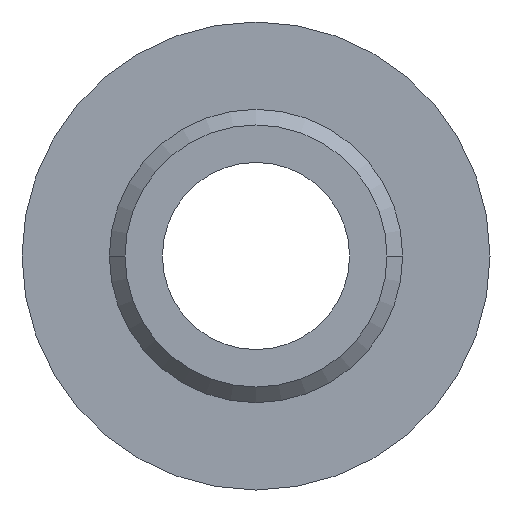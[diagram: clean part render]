
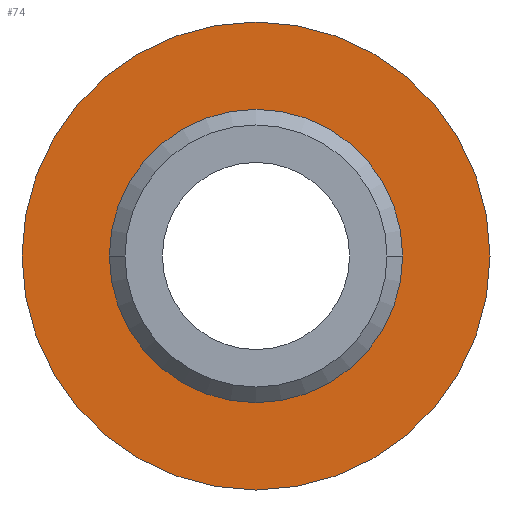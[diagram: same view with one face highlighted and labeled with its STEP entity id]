
A CAD part, front view. The second image highlights one B-rep face of the part: STEP entity #74.
In plain terms, the highlighted planar face has unit normal (0, -1, 0).
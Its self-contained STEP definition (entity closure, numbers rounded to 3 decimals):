
#74=ADVANCED_FACE('',(#191,#192),#193,.T.);
#191=FACE_OUTER_BOUND('',#358,.T.);
#192=FACE_BOUND('',#359,.T.);
#193=PLANE('',#360);
#358=EDGE_LOOP('',(#519,#520));
#359=EDGE_LOOP('',(#521,#522));
#360=AXIS2_PLACEMENT_3D('',#523,#524,#525);
#519=ORIENTED_EDGE('',*,*,#919,.T.);
#520=ORIENTED_EDGE('',*,*,#920,.T.);
#521=ORIENTED_EDGE('',*,*,#921,.F.);
#522=ORIENTED_EDGE('',*,*,#922,.F.);
#523=CARTESIAN_POINT('',(0.0,10.5,0.0));
#524=DIRECTION('',(0.0,-1.0,0.0));
#525=DIRECTION('',(-1.0,0.0,0.0));
#919=EDGE_CURVE('',#1069,#1070,#1071,.T.);
#920=EDGE_CURVE('',#1070,#1069,#1072,.T.);
#921=EDGE_CURVE('',#1073,#1074,#1075,.T.);
#922=EDGE_CURVE('',#1074,#1073,#1076,.T.);
#1069=VERTEX_POINT('',#1279);
#1070=VERTEX_POINT('',#1280);
#1071=CIRCLE('',#1281,7.5);
#1072=CIRCLE('',#1282,7.5);
#1073=VERTEX_POINT('',#1283);
#1074=VERTEX_POINT('',#1284);
#1075=CIRCLE('',#1285,4.7);
#1076=CIRCLE('',#1286,4.7);
#1279=CARTESIAN_POINT('',(7.5,10.5,0.0));
#1280=CARTESIAN_POINT('',(-7.5,10.5,0.));
#1281=AXIS2_PLACEMENT_3D('',#1528,#1529,#1530);
#1282=AXIS2_PLACEMENT_3D('',#1531,#1532,#1533);
#1283=CARTESIAN_POINT('',(-4.7,10.5,0.));
#1284=CARTESIAN_POINT('',(4.7,10.5,0.));
#1285=AXIS2_PLACEMENT_3D('',#1534,#1535,#1536);
#1286=AXIS2_PLACEMENT_3D('',#1537,#1538,#1539);
#1528=CARTESIAN_POINT('',(0.0,10.5,0.0));
#1529=DIRECTION('',(0.0,-1.0,0.0));
#1530=DIRECTION('',(1.0,0.0,0.0));
#1531=CARTESIAN_POINT('',(0.0,10.5,0.0));
#1532=DIRECTION('',(0.0,-1.0,0.0));
#1533=DIRECTION('',(1.0,0.0,0.0));
#1534=CARTESIAN_POINT('',(0.0,10.5,0.0));
#1535=DIRECTION('',(0.0,-1.0,0.0));
#1536=DIRECTION('',(1.0,0.0,0.0));
#1537=CARTESIAN_POINT('',(0.0,10.5,0.0));
#1538=DIRECTION('',(0.0,-1.0,0.0));
#1539=DIRECTION('',(1.0,0.0,0.0));
